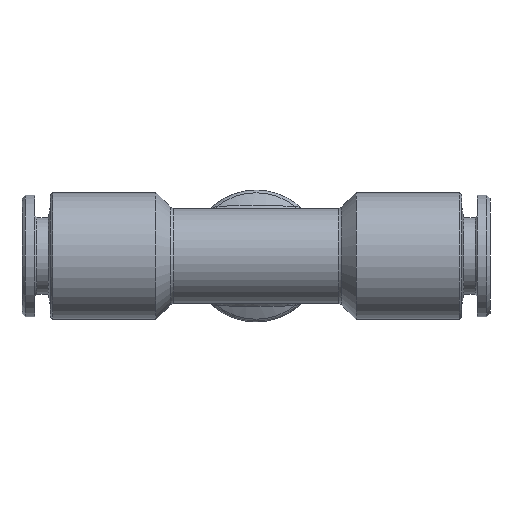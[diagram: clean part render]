
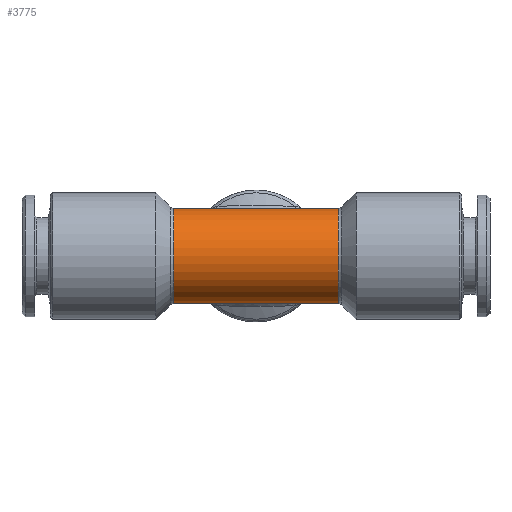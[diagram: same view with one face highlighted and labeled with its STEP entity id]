
A CAD part, front view. The second image highlights one B-rep face of the part: STEP entity #3775.
In plain terms, the highlighted cylindrical face has radius 4.5 mm (diameter 9 mm), a partial arc.
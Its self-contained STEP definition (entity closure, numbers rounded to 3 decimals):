
#1496 = DIRECTION ( 'NONE',  ( -1., 0., 0. ) ) ;
#1650 = CARTESIAN_POINT ( 'NONE',  ( 0., -9., -4.5 ) ) ;
#1660 = VECTOR ( 'NONE', #1496, 1000. ) ;
#1661 = CARTESIAN_POINT ( 'NONE',  ( 0., -9., 4.5 ) ) ;
#1662 = LINE ( 'NONE', #1661, #1660 ) ;
#1668 = LINE ( 'NONE', #1650, #1677 ) ;
#1676 = DIRECTION ( 'NONE',  ( -1., 0., 0. ) ) ;
#1677 = VECTOR ( 'NONE', #1676, 1000. ) ;
#1739 = CARTESIAN_POINT ( 'NONE',  ( -7.793, -9., 4.5 ) ) ;
#1750 = CARTESIAN_POINT ( 'NONE',  ( -7.793, -9., -4.5 ) ) ;
#1787 = CIRCLE ( 'NONE', #1874, 4.5 ) ;
#1788 = CARTESIAN_POINT ( 'NONE',  ( 0., -9., 0. ) ) ;
#1789 = DIRECTION ( 'NONE',  ( 0., 0., -1. ) ) ;
#1802 = CARTESIAN_POINT ( 'NONE',  ( 7.793, -9., -4.5 ) ) ;
#1804 = CARTESIAN_POINT ( 'NONE',  ( 7.793, -9., 4.5 ) ) ;
#1823 = FACE_OUTER_BOUND ( 'NONE', #3783, .T. ) ;
#1855 = DIRECTION ( 'NONE',  ( 0., 0., -1. ) ) ;
#1856 = DIRECTION ( 'NONE',  ( -1., 0., 0. ) ) ;
#1872 = DIRECTION ( 'NONE',  ( -1., 0., 0. ) ) ;
#1873 = CARTESIAN_POINT ( 'NONE',  ( 7.793, -9., 0. ) ) ;
#1874 = AXIS2_PLACEMENT_3D ( 'NONE', #1873, #1872, #1789 ) ;
#1875 = AXIS2_PLACEMENT_3D ( 'NONE', #1788, #1856, #1855 ) ;
#1935 = CYLINDRICAL_SURFACE ( 'NONE', #1875, 4.5 ) ;
#2508 = DIRECTION ( 'NONE',  ( 0., 0., -1. ) ) ;
#2509 = DIRECTION ( 'NONE',  ( -1., 0., 0. ) ) ;
#2510 = CARTESIAN_POINT ( 'NONE',  ( -7.793, -9., 0. ) ) ;
#2511 = AXIS2_PLACEMENT_3D ( 'NONE', #2510, #2509, #2508 ) ;
#2512 = CIRCLE ( 'NONE', #2511, 4.5 ) ;
#3594 = EDGE_CURVE ( 'NONE', #3743, #3735, #2512, .T. ) ;
#3706 = EDGE_CURVE ( 'NONE', #3781, #3743, #1668, .T. ) ;
#3708 = ORIENTED_EDGE ( 'NONE', *, *, #3709, .T. ) ;
#3709 = EDGE_CURVE ( 'NONE', #3779, #3735, #1662, .T. ) ;
#3710 = ORIENTED_EDGE ( 'NONE', *, *, #3594, .F. ) ;
#3711 = ORIENTED_EDGE ( 'NONE', *, *, #3706, .F. ) ;
#3735 = VERTEX_POINT ( 'NONE', #1739 ) ;
#3743 = VERTEX_POINT ( 'NONE', #1750 ) ;
#3775 = ADVANCED_FACE ( 'NONE', ( #1823 ), #1935, .T. ) ;
#3776 = ORIENTED_EDGE ( 'NONE', *, *, #3777, .T. ) ;
#3777 = EDGE_CURVE ( 'NONE', #3781, #3779, #1787, .T. ) ;
#3779 = VERTEX_POINT ( 'NONE', #1804 ) ;
#3781 = VERTEX_POINT ( 'NONE', #1802 ) ;
#3783 = EDGE_LOOP ( 'NONE', ( #3776, #3708, #3710, #3711 ) ) ;
